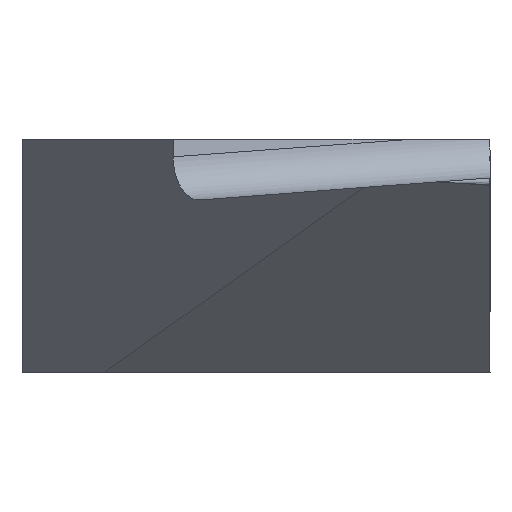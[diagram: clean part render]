
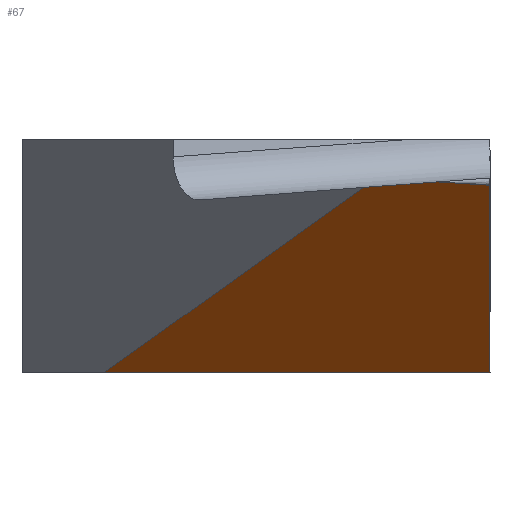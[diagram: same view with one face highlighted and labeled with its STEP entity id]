
A CAD part, left-side view. The second image highlights one B-rep face of the part: STEP entity #67.
In plain terms, the highlighted planar face has unit normal (-0.484, 0.067, -0.873).
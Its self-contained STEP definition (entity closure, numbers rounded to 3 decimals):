
#31 = DIRECTION ( 'NONE',  ( -0.875, 0., 0.485 ) ) ;
#32 = EDGE_CURVE ( 'NONE', #37, #268, #526, .T. ) ;
#37 = VERTEX_POINT ( 'NONE', #577 ) ;
#65 = CARTESIAN_POINT ( 'NONE',  ( -7.469, -2.775, 0.921 ) ) ;
#67 = ADVANCED_FACE ( 'NONE', ( #385 ), #575, .T. ) ;
#81 = ORIENTED_EDGE ( 'NONE', *, *, #305, .F. ) ;
#93 = CARTESIAN_POINT ( 'NONE',  ( -7.643, -3., 1. ) ) ;
#105 = VERTEX_POINT ( 'NONE', #149 ) ;
#149 = CARTESIAN_POINT ( 'NONE',  ( -7.199, -1.378, 0.879 ) ) ;
#155 = VECTOR ( 'NONE', #476, 1000. ) ;
#190 = VECTOR ( 'NONE', #826, 1000. ) ;
#231 = EDGE_CURVE ( 'NONE', #105, #37, #246, .T. ) ;
#245 = DIRECTION ( 'NONE',  ( -0.484, 0.067, -0.873 ) ) ;
#246 = LINE ( 'NONE', #569, #292 ) ;
#268 = VERTEX_POINT ( 'NONE', #911 ) ;
#280 = DIRECTION ( 'NONE',  ( -0.264, -0.962, 0.072 ) ) ;
#292 = VECTOR ( 'NONE', #280, 1000. ) ;
#305 = EDGE_CURVE ( 'NONE', #324, #105, #404, .T. ) ;
#324 = VERTEX_POINT ( 'NONE', #335 ) ;
#335 = CARTESIAN_POINT ( 'NONE',  ( -2.443, 1.952, -1.5 ) ) ;
#347 = CARTESIAN_POINT ( 'NONE',  ( -1.161, 2.849, -2.141 ) ) ;
#385 = FACE_OUTER_BOUND ( 'NONE', #729, .T. ) ;
#399 = CARTESIAN_POINT ( 'NONE',  ( -7.474, -2.995, 0.907 ) ) ;
#402 = ORIENTED_EDGE ( 'NONE', *, *, #422, .F. ) ;
#404 = LINE ( 'NONE', #347, #155 ) ;
#407 = VERTEX_POINT ( 'NONE', #890 ) ;
#409 = EDGE_CURVE ( 'NONE', #407, #324, #614, .T. ) ;
#410 = ORIENTED_EDGE ( 'NONE', *, *, #231, .F. ) ;
#422 = EDGE_CURVE ( 'NONE', #268, #407, #533, .T. ) ;
#476 = DIRECTION ( 'NONE',  ( -0.758, -0.531, 0.379 ) ) ;
#500 = ORIENTED_EDGE ( 'NONE', *, *, #32, .F. ) ;
#504 = CARTESIAN_POINT ( 'NONE',  ( -7.464, -2.55, 0.936 ) ) ;
#524 = DIRECTION ( 'NONE',  ( 0.875, -0.002, -0.485 ) ) ;
#526 = B_SPLINE_CURVE_WITH_KNOTS ( 'NONE', 3,
 ( #649, #504, #65, #399 ),
 .UNSPECIFIED., .F., .F.,
 ( 4, 4 ),
 ( 0., 1. ),
 .UNSPECIFIED. ) ;
#533 = LINE ( 'NONE', #816, #681 ) ;
#569 = CARTESIAN_POINT ( 'NONE',  ( -7.643, -3., 1. ) ) ;
#575 = PLANE ( 'NONE',  #704 ) ;
#577 = CARTESIAN_POINT ( 'NONE',  ( -7.458, -2.325, 0.95 ) ) ;
#614 = LINE ( 'NONE', #829, #190 ) ;
#649 = CARTESIAN_POINT ( 'NONE',  ( -7.458, -2.325, 0.95 ) ) ;
#681 = VECTOR ( 'NONE', #524, 1000. ) ;
#702 = ORIENTED_EDGE ( 'NONE', *, *, #409, .F. ) ;
#704 = AXIS2_PLACEMENT_3D ( 'NONE', #93, #245, #31 ) ;
#729 = EDGE_LOOP ( 'NONE', ( #500, #410, #81, #702, #402 ) ) ;
#816 = CARTESIAN_POINT ( 'NONE',  ( -7.474, -2.99, 0.908 ) ) ;
#826 = DIRECTION ( 'NONE',  ( 0.138, 0.99, 0. ) ) ;
#829 = CARTESIAN_POINT ( 'NONE',  ( -3.218, -3.616, -1.5 ) ) ;
#890 = CARTESIAN_POINT ( 'NONE',  ( -3.132, -3., -1.5 ) ) ;
#911 = CARTESIAN_POINT ( 'NONE',  ( -7.474, -2.995, 0.907 ) ) ;
